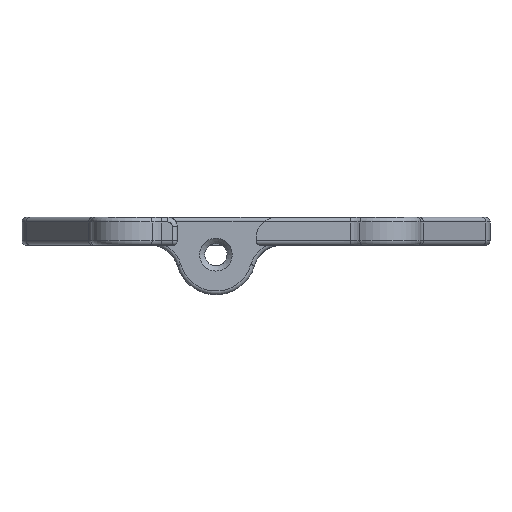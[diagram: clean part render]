
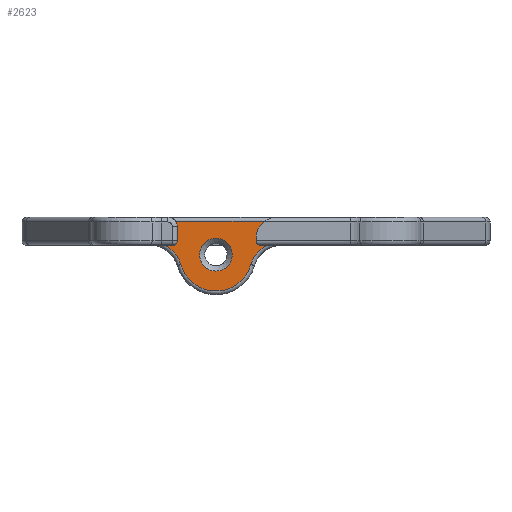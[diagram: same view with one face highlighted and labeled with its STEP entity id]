
A CAD part, front view. The second image highlights one B-rep face of the part: STEP entity #2623.
In plain terms, the highlighted planar face has unit normal (0, -1, 0).
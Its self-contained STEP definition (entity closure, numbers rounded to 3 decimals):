
#199=FACE_BOUND('',#515,.T.);
#210=PLANE('',#2972);
#311=FACE_OUTER_BOUND('',#514,.T.);
#514=EDGE_LOOP('',(#2214,#2215,#2216,#2217,#2218,#2219,#2220,#2221,#2222,
#2223,#2224,#2225));
#515=EDGE_LOOP('',(#2226));
#654=LINE('',#4579,#810);
#655=LINE('',#4582,#811);
#663=LINE('',#4611,#819);
#684=LINE('',#4889,#840);
#685=LINE('',#4892,#841);
#810=VECTOR('',#3588,10.);
#811=VECTOR('',#3591,10.);
#819=VECTOR('',#3603,10.);
#840=VECTOR('',#3718,10.);
#841=VECTOR('',#3721,10.);
#970=CIRCLE('',#2805,0.5);
#1044=CIRCLE('',#2922,0.5);
#1045=CIRCLE('',#2924,1.);
#1073=CIRCLE('',#2973,3.4);
#1074=CIRCLE('',#2974,3.9);
#1075=CIRCLE('',#2975,3.4);
#1076=CIRCLE('',#2976,2.443);
#1077=CIRCLE('',#2977,1.75);
#1200=VERTEX_POINT('',#4306);
#1201=VERTEX_POINT('',#4307);
#1264=VERTEX_POINT('',#4560);
#1265=VERTEX_POINT('',#4562);
#1266=VERTEX_POINT('',#4566);
#1267=VERTEX_POINT('',#4568);
#1268=VERTEX_POINT('',#4581);
#1279=VERTEX_POINT('',#4606);
#1311=VERTEX_POINT('',#4883);
#1312=VERTEX_POINT('',#4885);
#1313=VERTEX_POINT('',#4888);
#1314=VERTEX_POINT('',#4890);
#1315=VERTEX_POINT('',#4893);
#1452=EDGE_CURVE('',#1200,#1201,#970,.F.);
#1562=EDGE_CURVE('',#1264,#1265,#1044,.F.);
#1565=EDGE_CURVE('',#1266,#1267,#1045,.F.);
#1567=EDGE_CURVE('',#1201,#1266,#654,.T.);
#1568=EDGE_CURVE('',#1265,#1268,#655,.T.);
#1580=EDGE_CURVE('',#1200,#1279,#663,.T.);
#1635=EDGE_CURVE('',#1311,#1279,#1073,.T.);
#1636=EDGE_CURVE('',#1312,#1311,#1074,.T.);
#1637=EDGE_CURVE('',#1268,#1312,#1075,.T.);
#1638=EDGE_CURVE('',#1264,#1313,#684,.T.);
#1639=EDGE_CURVE('',#1314,#1313,#1076,.T.);
#1640=EDGE_CURVE('',#1267,#1314,#685,.T.);
#1641=EDGE_CURVE('',#1315,#1315,#1077,.T.);
#2214=ORIENTED_EDGE('',*,*,#1580,.T.);
#2215=ORIENTED_EDGE('',*,*,#1635,.F.);
#2216=ORIENTED_EDGE('',*,*,#1636,.F.);
#2217=ORIENTED_EDGE('',*,*,#1637,.F.);
#2218=ORIENTED_EDGE('',*,*,#1568,.F.);
#2219=ORIENTED_EDGE('',*,*,#1562,.F.);
#2220=ORIENTED_EDGE('',*,*,#1638,.T.);
#2221=ORIENTED_EDGE('',*,*,#1639,.F.);
#2222=ORIENTED_EDGE('',*,*,#1640,.F.);
#2223=ORIENTED_EDGE('',*,*,#1565,.F.);
#2224=ORIENTED_EDGE('',*,*,#1567,.F.);
#2225=ORIENTED_EDGE('',*,*,#1452,.F.);
#2226=ORIENTED_EDGE('',*,*,#1641,.F.);
#2623=ADVANCED_FACE('',(#311,#199),#210,.T.);
#2805=AXIS2_PLACEMENT_3D('',#4308,#3310,#3311);
#2922=AXIS2_PLACEMENT_3D('',#4563,#3578,#3579);
#2924=AXIS2_PLACEMENT_3D('',#4569,#3584,#3585);
#2972=AXIS2_PLACEMENT_3D('',#4882,#3710,#3711);
#2973=AXIS2_PLACEMENT_3D('',#4884,#3712,#3713);
#2974=AXIS2_PLACEMENT_3D('',#4886,#3714,#3715);
#2975=AXIS2_PLACEMENT_3D('',#4887,#3716,#3717);
#2976=AXIS2_PLACEMENT_3D('',#4891,#3719,#3720);
#2977=AXIS2_PLACEMENT_3D('',#4894,#3722,#3723);
#3310=DIRECTION('center_axis',(0.,1.,0.));
#3311=DIRECTION('ref_axis',(0.707,0.,-0.707));
#3578=DIRECTION('center_axis',(0.,1.,0.));
#3579=DIRECTION('ref_axis',(-0.707,0.,-0.707));
#3584=DIRECTION('center_axis',(0.,1.,0.));
#3585=DIRECTION('ref_axis',(0.707,0.,0.707));
#3588=DIRECTION('',(0.,0.,1.));
#3591=DIRECTION('',(1.,0.,0.));
#3603=DIRECTION('',(-1.,0.,0.));
#3710=DIRECTION('center_axis',(0.,-1.,0.));
#3711=DIRECTION('ref_axis',(1.,0.,0.));
#3712=DIRECTION('center_axis',(0.,-1.,0.));
#3713=DIRECTION('ref_axis',(0.603,0.,0.798));
#3714=DIRECTION('center_axis',(0.,1.,0.));
#3715=DIRECTION('ref_axis',(0.,0.,-1.));
#3716=DIRECTION('center_axis',(0.,-1.,0.));
#3717=DIRECTION('ref_axis',(-0.603,0.,0.798));
#3718=DIRECTION('',(0.,0.,1.));
#3719=DIRECTION('center_axis',(0.,-1.,0.));
#3720=DIRECTION('ref_axis',(-0.196,0.,0.981));
#3721=DIRECTION('',(1.,0.,0.));
#3722=DIRECTION('center_axis',(0.,-1.,0.));
#3723=DIRECTION('ref_axis',(1.,0.,0.));
#4306=CARTESIAN_POINT('',(35.87,100.663,91.501));
#4307=CARTESIAN_POINT('',(36.37,100.663,92.001));
#4308=CARTESIAN_POINT('Origin',(35.87,100.663,92.001));
#4560=CARTESIAN_POINT('',(44.805,100.663,92.001));
#4562=CARTESIAN_POINT('',(45.305,100.663,91.501));
#4563=CARTESIAN_POINT('Origin',(45.305,100.663,92.001));
#4566=CARTESIAN_POINT('',(36.37,100.663,93.501));
#4568=CARTESIAN_POINT('',(36.17,100.663,94.101));
#4569=CARTESIAN_POINT('Origin',(35.37,100.663,93.501));
#4579=CARTESIAN_POINT('',(36.37,100.663,91.501));
#4581=CARTESIAN_POINT('',(45.926,100.663,91.501));
#4582=CARTESIAN_POINT('',(42.655,100.663,91.501));
#4606=CARTESIAN_POINT('',(35.084,100.663,91.501));
#4611=CARTESIAN_POINT('',(42.655,100.663,91.501));
#4882=CARTESIAN_POINT('Origin',(40.505,100.663,108.001));
#4883=CARTESIAN_POINT('',(36.754,100.663,89.433));
#4884=CARTESIAN_POINT('Origin',(33.484,100.663,88.501));
#4885=CARTESIAN_POINT('',(44.256,100.663,89.433));
#4886=CARTESIAN_POINT('Origin',(40.505,100.663,90.501));
#4887=CARTESIAN_POINT('Origin',(47.526,100.663,88.501));
#4888=CARTESIAN_POINT('',(44.805,100.663,92.501));
#4889=CARTESIAN_POINT('',(44.805,100.663,91.501));
#4890=CARTESIAN_POINT('',(45.807,100.663,94.101));
#4891=CARTESIAN_POINT('Origin',(47.216,100.663,92.106));
#4892=CARTESIAN_POINT('',(42.655,100.663,94.101));
#4893=CARTESIAN_POINT('',(38.755,100.663,90.501));
#4894=CARTESIAN_POINT('Origin',(40.505,100.663,90.501));
